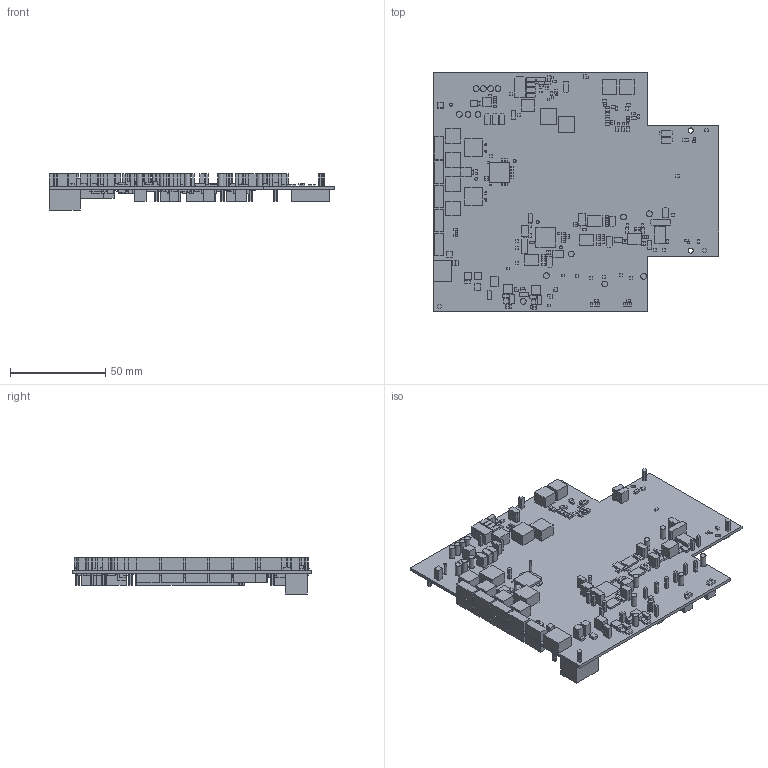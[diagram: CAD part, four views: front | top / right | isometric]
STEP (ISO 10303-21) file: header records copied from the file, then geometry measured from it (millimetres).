
FILE_DESCRIPTION(/* description */ ('PCB Design'),/* implementation_level */ '2;1');
FILE_NAME(/* name */ 'HSP001-005',/* time_stamp */ '2022-10-04T09:40:27-05:00',/* author */ ('a0864280'),/* organization */ (''),/* preprocessor_version */ 'ST-DEVELOPER v16',/* originating_system */ 'allegro_17.4P001',/* authorisation */ '');
FILE_SCHEMA (('AUTOMOTIVE_DESIGN { 1 0 10303 214 3 1 1 }'));
Length unit declared in the file: millimetre
Products named in the file (55): HSP001-005; BOARD_OUTLINE; COMPONENTS; HDR_THVT_2X4_100_M; 1206_BEAD_NFM31P; BALUN_320X320_MARKI_0006SMG; 0201; 0805; 0603; 0402; PROBE_POINT_30PAD; CON_SMVT_40X14_50_M_MTG; DIODE_MBRB2515L; VCXO_6_CUSTOM; SMA_THVT_312X312; QFN_64_360X360_0P50MM_PWRPAD; FID030; FID040; WSON_14_4MMX4MM_0P5; QFN_7_2MMX2MM; DIODE_SM_1N4148W; LED_0603; SOIC_8_197X157_50; XTAL_2_SM_126X197; IND_0603; SOT_23_MMBT3904; HDR_THVT_1X3_100_M; SOT_5_120X69_57; SOT_5_120X69_37; DBV5; TFMR_5_150X150_50; MSOP_8_118X118_0P65MM; CON_SMRT_USBMNE20_F; TSSOP_16_201X177_26; QFN_64_0P50MM_RGC_FT2232HQ; SO_8_207X207_50; HDR_THVT_1X4_100_M; SMP_B120; HDR_THVT_1X2_100_M; QFN40_RTA_RTB_RHA ...
Assembly tree (568 placements, depth 3):
  HSP001-005
    BOARD_OUTLINE
    COMPONENTS
      HDR_THVT_2X4_100_M
      1206_BEAD_NFM31P  x4
      BALUN_320X320_MARKI_0006SMG  x2
      0201  x177
      0805  x10
      0603  x52
      0402  x165
      PROBE_POINT_30PAD  x16
      CON_SMVT_40X14_50_M_MTG
      DIODE_MBRB2515L
      VCXO_6_CUSTOM
      SMA_THVT_312X312  x2
      QFN_64_360X360_0P50MM_PWRPAD
      FID030  x5
      FID040  x11
      WSON_14_4MMX4MM_0P5
      QFN_7_2MMX2MM  x2
      DIODE_SM_1N4148W  x2
      LED_0603  x2
      SOIC_8_197X157_50
      XTAL_2_SM_126X197
      IND_0603  x14
      SOT_23_MMBT3904
      HDR_THVT_1X3_100_M
      SOT_5_120X69_57
      SOT_5_120X69_37
      DBV5
      TFMR_5_150X150_50  x2
      MSOP_8_118X118_0P65MM
      CON_SMRT_USBMNE20_F
      TSSOP_16_201X177_26  x3
      QFN_64_0P50MM_RGC_FT2232HQ
      SO_8_207X207_50
      HDR_THVT_1X4_100_M
      SMP_B120
      HDR_THVT_1X2_100_M  x10
      QFN40_RTA_RTB_RHA
      BGA_144_10MMX10MM_0P80MM
      TP_THVT_125_RND_063D  x2
      TANT_B  x5
      LED_0805  x8
      SON_Q5B_8
      CON_RAPC722_JACK_THVT_3
      SMD_JUMPER_L_0402  x4
      QFN_20_197X197_0P65_RGW
      IND_SM_XFL4015  x2
      TP_THVT_100_RND  x14
      QFN_20_199X199_0P65MM  x3
      1206  x12
      SMA_SMEL_373X312  x5
      SMA_THVT_SMT_250X250  x6
      MFG125_PLATED  x2
Bounding box: 149.86 x 125.73 x 18.92 mm (x, y, z)
Surface area: 63275.1 mm2 (no closed solid volume)
Topology: 0 solids, 572 shells, 3521 faces, 7709 edges, 4754 vertices
Faces by surface type: plane 3471, cylinder 50
Entity records: 15441 total; most frequent: DIRECTION 2191, ORIENTED_EDGE 1566, AXIS2_PLACEMENT_3D 1537, CARTESIAN_POINT 1257, EDGE_CURVE 843, VECTOR 811, LINE 811, VERTEX_POINT 642
